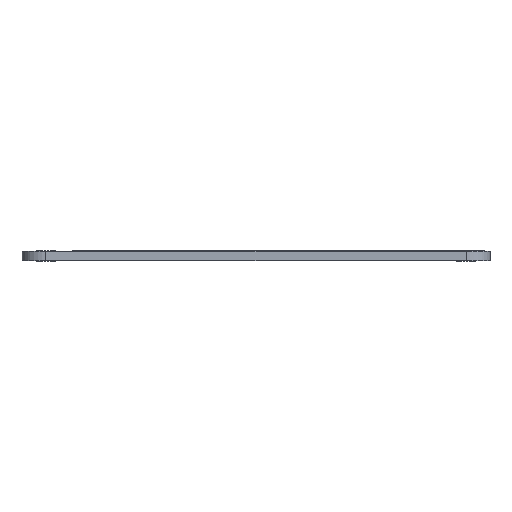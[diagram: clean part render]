
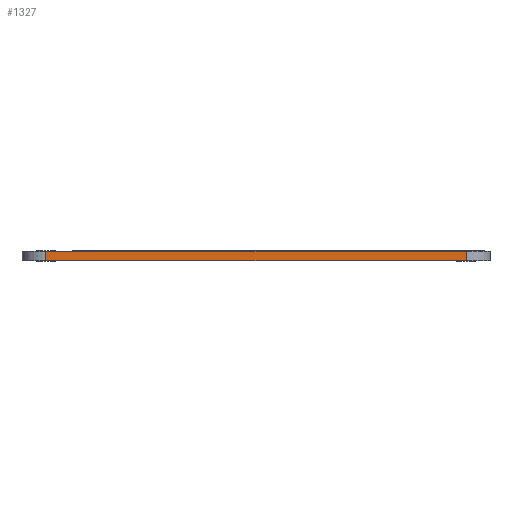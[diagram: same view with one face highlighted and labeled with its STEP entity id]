
A CAD part, front view. The second image highlights one B-rep face of the part: STEP entity #1327.
In plain terms, the highlighted planar face has unit normal (0, -1, 0).
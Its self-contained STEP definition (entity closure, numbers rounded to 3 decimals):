
#1298 = EDGE_CURVE('',#1299,#1301,#1303,.T.);
#1299 = VERTEX_POINT('',#1300);
#1300 = CARTESIAN_POINT('',(124.9,64.336,0.));
#1301 = VERTEX_POINT('',#1302);
#1302 = CARTESIAN_POINT('',(124.9,64.336,1.6));
#1303 = LINE('',#1304,#1305);
#1304 = CARTESIAN_POINT('',(124.9,64.336,0.));
#1305 = VECTOR('',#1306,1.);
#1306 = DIRECTION('',(0.,0.,1.));
#1327 = ADVANCED_FACE('',(#1328),#1353,.F.);
#1328 = FACE_BOUND('',#1329,.F.);
#1329 = EDGE_LOOP('',(#1330,#1340,#1346,#1347));
#1330 = ORIENTED_EDGE('',*,*,#1331,.T.);
#1331 = EDGE_CURVE('',#1332,#1334,#1336,.T.);
#1332 = VERTEX_POINT('',#1333);
#1333 = CARTESIAN_POINT('',(52.9,64.336,0.));
#1334 = VERTEX_POINT('',#1335);
#1335 = CARTESIAN_POINT('',(52.9,64.336,1.6));
#1336 = LINE('',#1337,#1338);
#1337 = CARTESIAN_POINT('',(52.9,64.336,0.));
#1338 = VECTOR('',#1339,1.);
#1339 = DIRECTION('',(0.,0.,1.));
#1340 = ORIENTED_EDGE('',*,*,#1341,.T.);
#1341 = EDGE_CURVE('',#1334,#1301,#1342,.T.);
#1342 = LINE('',#1343,#1344);
#1343 = CARTESIAN_POINT('',(52.9,64.336,1.6));
#1344 = VECTOR('',#1345,1.);
#1345 = DIRECTION('',(1.,0.,0.));
#1346 = ORIENTED_EDGE('',*,*,#1298,.F.);
#1347 = ORIENTED_EDGE('',*,*,#1348,.F.);
#1348 = EDGE_CURVE('',#1332,#1299,#1349,.T.);
#1349 = LINE('',#1350,#1351);
#1350 = CARTESIAN_POINT('',(52.9,64.336,0.));
#1351 = VECTOR('',#1352,1.);
#1352 = DIRECTION('',(1.,0.,0.));
#1353 = PLANE('',#1354);
#1354 = AXIS2_PLACEMENT_3D('',#1355,#1356,#1357);
#1355 = CARTESIAN_POINT('',(52.9,64.336,0.));
#1356 = DIRECTION('',(0.,1.,0.));
#1357 = DIRECTION('',(1.,0.,0.));
